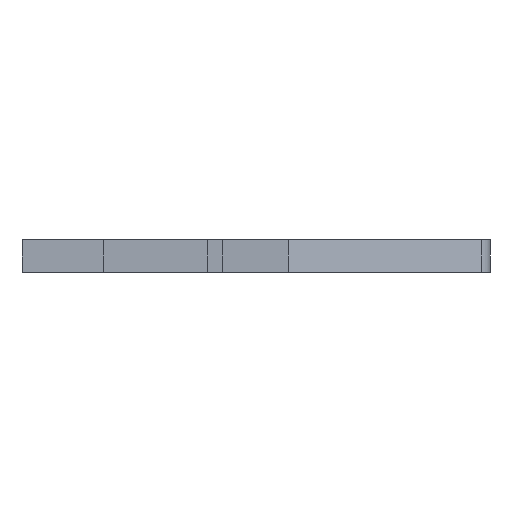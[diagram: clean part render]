
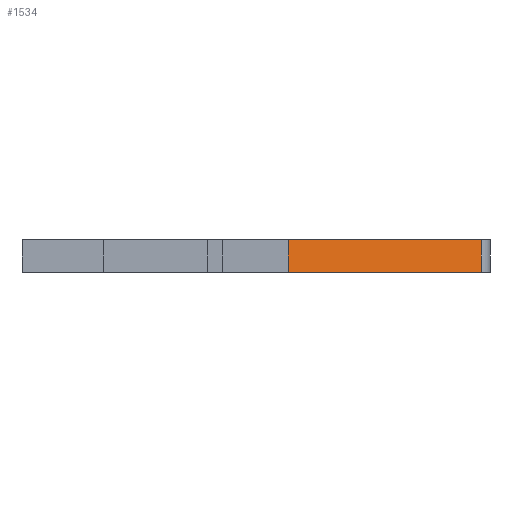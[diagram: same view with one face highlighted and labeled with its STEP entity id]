
A CAD part, front view. The second image highlights one B-rep face of the part: STEP entity #1534.
In plain terms, the highlighted planar face has unit normal (0.451, -0.893, 0).
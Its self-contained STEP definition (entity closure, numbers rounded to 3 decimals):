
#1 = VERTEX_POINT ( 'NONE', #1566 ) ;
#20 = DIRECTION ( 'NONE',  ( -0.893, -0.45, 0. ) ) ;
#56 = CARTESIAN_POINT ( 'NONE',  ( -106.841, -22.505, -8. ) ) ;
#101 = LINE ( 'NONE', #231, #785 ) ;
#231 = CARTESIAN_POINT ( 'NONE',  ( -106.841, -22.505, 0. ) ) ;
#328 = DIRECTION ( 'NONE',  ( -0.45, 0.893, 0. ) ) ;
#371 = LINE ( 'NONE', #700, #1175 ) ;
#479 = FACE_OUTER_BOUND ( 'NONE', #1795, .T. ) ;
#529 = LINE ( 'NONE', #56, #1673 ) ;
#602 = DIRECTION ( 'NONE',  ( 0., 0., 1. ) ) ;
#667 = VERTEX_POINT ( 'NONE', #1299 ) ;
#679 = ORIENTED_EDGE ( 'NONE', *, *, #885, .F. ) ;
#700 = CARTESIAN_POINT ( 'NONE',  ( -59.489, 1.386, -8. ) ) ;
#785 = VECTOR ( 'NONE', #839, 1000. ) ;
#810 = VECTOR ( 'NONE', #602, 1000. ) ;
#839 = DIRECTION ( 'NONE',  ( 0.893, 0.45, 0. ) ) ;
#885 = EDGE_CURVE ( 'NONE', #1216, #1, #1629, .T. ) ;
#905 = VERTEX_POINT ( 'NONE', #1196 ) ;
#925 = PLANE ( 'NONE',  #1660 ) ;
#998 = EDGE_CURVE ( 'NONE', #1216, #905, #529, .T. ) ;
#1175 = VECTOR ( 'NONE', #1188, 1000. ) ;
#1188 = DIRECTION ( 'NONE',  ( 0., 0., -1. ) ) ;
#1196 = CARTESIAN_POINT ( 'NONE',  ( -59.489, 1.386, -8. ) ) ;
#1216 = VERTEX_POINT ( 'NONE', #1892 ) ;
#1223 = EDGE_CURVE ( 'NONE', #667, #905, #371, .T. ) ;
#1230 = CARTESIAN_POINT ( 'NONE',  ( -106.841, -22.505, -8. ) ) ;
#1299 = CARTESIAN_POINT ( 'NONE',  ( -59.489, 1.386, 0. ) ) ;
#1380 = CARTESIAN_POINT ( 'NONE',  ( -106.841, -22.505, -8. ) ) ;
#1390 = DIRECTION ( 'NONE',  ( 0.893, 0.45, 0. ) ) ;
#1428 = ORIENTED_EDGE ( 'NONE', *, *, #998, .T. ) ;
#1534 = ADVANCED_FACE ( 'NONE', ( #479 ), #925, .F. ) ;
#1566 = CARTESIAN_POINT ( 'NONE',  ( -106.841, -22.505, 0. ) ) ;
#1568 = ORIENTED_EDGE ( 'NONE', *, *, #1575, .F. ) ;
#1575 = EDGE_CURVE ( 'NONE', #1, #667, #101, .T. ) ;
#1629 = LINE ( 'NONE', #1380, #810 ) ;
#1644 = ORIENTED_EDGE ( 'NONE', *, *, #1223, .F. ) ;
#1660 = AXIS2_PLACEMENT_3D ( 'NONE', #1230, #328, #20 ) ;
#1673 = VECTOR ( 'NONE', #1390, 1000. ) ;
#1795 = EDGE_LOOP ( 'NONE', ( #1568, #679, #1428, #1644 ) ) ;
#1892 = CARTESIAN_POINT ( 'NONE',  ( -106.841, -22.505, -8. ) ) ;
